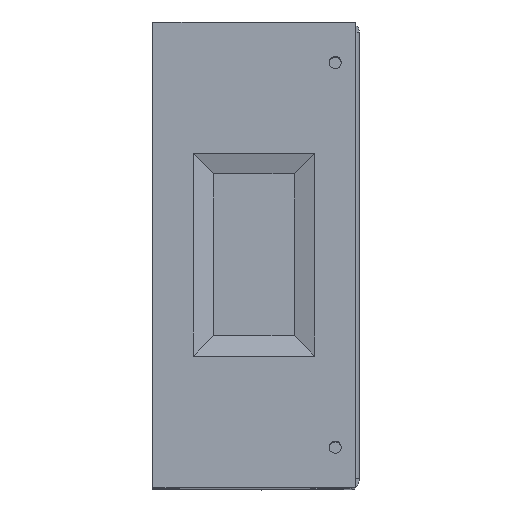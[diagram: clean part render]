
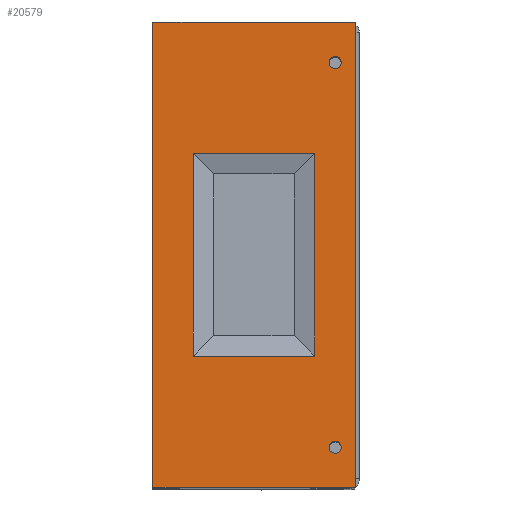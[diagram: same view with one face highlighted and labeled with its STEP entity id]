
A CAD part, top view. The second image highlights one B-rep face of the part: STEP entity #20579.
In plain terms, the highlighted face is planar.
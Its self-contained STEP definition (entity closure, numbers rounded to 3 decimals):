
#9634 = VERTEX_POINT('',#9635);
#9635 = CARTESIAN_POINT('',(-107.5,9.903,-25.));
#9650 = VERTEX_POINT('',#9651);
#9651 = CARTESIAN_POINT('',(-107.5,39.903,-25.));
#9657 = EDGE_CURVE('',#9650,#9634,#9658,.T.);
#9658 = LINE('',#9659,#9660);
#9659 = CARTESIAN_POINT('',(-107.5,7.451,-25.));
#9660 = VECTOR('',#9661,1.);
#9661 = DIRECTION('',(0.,-1.,0.));
#9674 = VERTEX_POINT('',#9675);
#9675 = CARTESIAN_POINT('',(-107.5,9.903,25.));
#9688 = EDGE_CURVE('',#9634,#9674,#9689,.T.);
#9689 = LINE('',#9690,#9691);
#9690 = CARTESIAN_POINT('',(-107.5,9.903,38.75));
#9691 = VECTOR('',#9692,1.);
#9692 = DIRECTION('',(0.,0.,1.));
#9705 = VERTEX_POINT('',#9706);
#9706 = CARTESIAN_POINT('',(-107.5,39.903,25.));
#9719 = EDGE_CURVE('',#9674,#9705,#9720,.T.);
#9720 = LINE('',#9721,#9722);
#9721 = CARTESIAN_POINT('',(-107.5,17.451,25.));
#9722 = VECTOR('',#9723,1.);
#9723 = DIRECTION('',(0.,1.,0.));
#9740 = EDGE_CURVE('',#9705,#9650,#9741,.T.);
#9741 = LINE('',#9742,#9743);
#9742 = CARTESIAN_POINT('',(-107.5,39.903,18.75));
#9743 = VECTOR('',#9744,1.);
#9744 = DIRECTION('',(0.,0.,-1.));
#9768 = VERTEX_POINT('',#9769);
#9769 = CARTESIAN_POINT('',(-107.5,45.,49.));
#9785 = EDGE_CURVE('',#9768,#9768,#9786,.T.);
#9786 = CIRCLE('',#9787,1.5);
#9787 = AXIS2_PLACEMENT_3D('',#9788,#9789,#9790);
#9788 = CARTESIAN_POINT('',(-107.5,45.,47.5));
#9789 = DIRECTION('',(1.,0.,0.));
#9790 = DIRECTION('',(0.,0.,-1.));
#9801 = VERTEX_POINT('',#9802);
#9802 = CARTESIAN_POINT('',(-107.5,45.,-46.));
#9818 = EDGE_CURVE('',#9801,#9801,#9819,.T.);
#9819 = CIRCLE('',#9820,1.5);
#9820 = AXIS2_PLACEMENT_3D('',#9821,#9822,#9823);
#9821 = CARTESIAN_POINT('',(-107.5,45.,-47.5));
#9822 = DIRECTION('',(1.,0.,0.));
#9823 = DIRECTION('',(0.,0.,-1.));
#13262 = VERTEX_POINT('',#13263);
#13263 = CARTESIAN_POINT('',(-107.5,50.,57.5));
#13269 = EDGE_CURVE('',#13270,#13262,#13272,.T.);
#13270 = VERTEX_POINT('',#13271);
#13271 = CARTESIAN_POINT('',(-107.5,0.,57.5));
#13272 = LINE('',#13273,#13274);
#13273 = CARTESIAN_POINT('',(-107.5,0.,57.5));
#13274 = VECTOR('',#13275,1.);
#13275 = DIRECTION('',(0.,1.,0.));
#15539 = VERTEX_POINT('',#15540);
#15540 = CARTESIAN_POINT('',(-107.5,0.,-57.5));
#15546 = EDGE_CURVE('',#15539,#15547,#15549,.T.);
#15547 = VERTEX_POINT('',#15548);
#15548 = CARTESIAN_POINT('',(-107.5,50.,-57.5));
#15549 = LINE('',#15550,#15551);
#15550 = CARTESIAN_POINT('',(-107.5,0.,-57.5));
#15551 = VECTOR('',#15552,1.);
#15552 = DIRECTION('',(0.,1.,0.));
#18017 = EDGE_CURVE('',#13270,#15539,#18018,.T.);
#18018 = LINE('',#18019,#18020);
#18019 = CARTESIAN_POINT('',(-107.5,0.,57.5));
#18020 = VECTOR('',#18021,1.);
#18021 = DIRECTION('',(0.,0.,-1.));
#20544 = EDGE_CURVE('',#15547,#13262,#20545,.T.);
#20545 = LINE('',#20546,#20547);
#20546 = CARTESIAN_POINT('',(-107.5,50.,-57.5));
#20547 = VECTOR('',#20548,1.);
#20548 = DIRECTION('',(0.,0.,1.));
#20579 = ADVANCED_FACE('',(#20580,#20586,#20592,#20595),#20598,.T.);
#20580 = FACE_BOUND('',#20581,.T.);
#20581 = EDGE_LOOP('',(#20582,#20583,#20584,#20585));
#20582 = ORIENTED_EDGE('',*,*,#15546,.F.);
#20583 = ORIENTED_EDGE('',*,*,#18017,.F.);
#20584 = ORIENTED_EDGE('',*,*,#13269,.T.);
#20585 = ORIENTED_EDGE('',*,*,#20544,.F.);
#20586 = FACE_BOUND('',#20587,.T.);
#20587 = EDGE_LOOP('',(#20588,#20589,#20590,#20591));
#20588 = ORIENTED_EDGE('',*,*,#9740,.F.);
#20589 = ORIENTED_EDGE('',*,*,#9719,.F.);
#20590 = ORIENTED_EDGE('',*,*,#9688,.F.);
#20591 = ORIENTED_EDGE('',*,*,#9657,.F.);
#20592 = FACE_BOUND('',#20593,.T.);
#20593 = EDGE_LOOP('',(#20594));
#20594 = ORIENTED_EDGE('',*,*,#9785,.T.);
#20595 = FACE_BOUND('',#20596,.T.);
#20596 = EDGE_LOOP('',(#20597));
#20597 = ORIENTED_EDGE('',*,*,#9818,.T.);
#20598 = PLANE('',#20599);
#20599 = AXIS2_PLACEMENT_3D('',#20600,#20601,#20602);
#20600 = CARTESIAN_POINT('',(-107.5,0.,57.5));
#20601 = DIRECTION('',(-1.,0.,0.));
#20602 = DIRECTION('',(0.,0.,1.));
